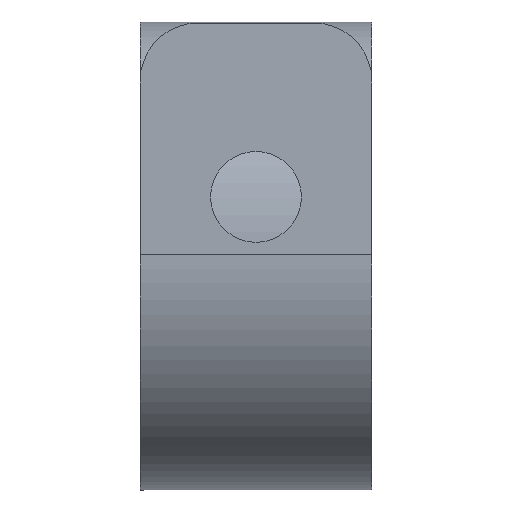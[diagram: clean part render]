
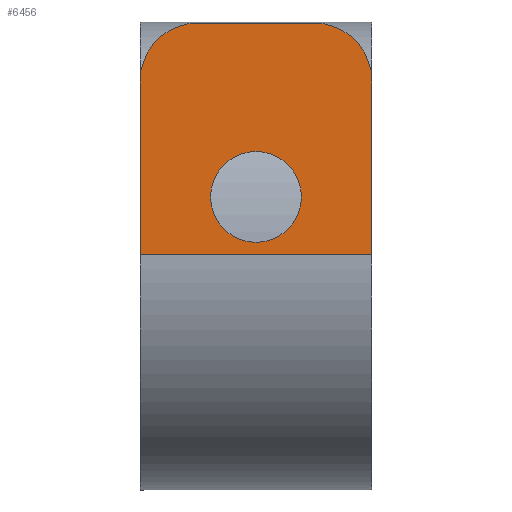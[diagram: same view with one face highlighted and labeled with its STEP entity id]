
A CAD part, left-side view. The second image highlights one B-rep face of the part: STEP entity #6456.
In plain terms, the highlighted planar face has unit normal (-1, 0, 0).
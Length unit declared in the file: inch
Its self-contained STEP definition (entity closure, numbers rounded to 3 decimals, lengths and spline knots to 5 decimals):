
#234 = EDGE_CURVE ( 'NONE', #377, #5165, #1553, .T. ) ;
#377 = VERTEX_POINT ( 'NONE', #4914 ) ;
#683 = AXIS2_PLACEMENT_3D ( 'NONE', #5793, #5827, #4839 ) ;
#712 = VERTEX_POINT ( 'NONE', #2260 ) ;
#793 = VECTOR ( 'NONE', #2148, 39.37008 ) ;
#976 = DIRECTION ( 'NONE',  ( -1., 0., 0. ) ) ;
#1463 = ORIENTED_EDGE ( 'NONE', *, *, #3551, .F. ) ;
#1482 = CIRCLE ( 'NONE', #2039, 0.125 ) ;
#1553 = LINE ( 'NONE', #6460, #793 ) ;
#1703 = CIRCLE ( 'NONE', #2621, 0.125 ) ;
#1710 = EDGE_CURVE ( 'NONE', #3652, #712, #1703, .T. ) ;
#1841 = EDGE_LOOP ( 'NONE', ( #5740, #2130, #4894, #2458, #2816, #1463 ) ) ;
#1947 = VERTEX_POINT ( 'NONE', #4215 ) ;
#1966 = LINE ( 'NONE', #5291, #5242 ) ;
#2035 = CARTESIAN_POINT ( 'NONE',  ( -0.50975, -0.75011, 0.5 ) ) ;
#2039 = AXIS2_PLACEMENT_3D ( 'NONE', #2428, #4614, #4716 ) ;
#2130 = ORIENTED_EDGE ( 'NONE', *, *, #6351, .T. ) ;
#2148 = DIRECTION ( 'NONE',  ( 0., 0., -1. ) ) ;
#2159 = AXIS2_PLACEMENT_3D ( 'NONE', #6912, #3693, #2647 ) ;
#2260 = CARTESIAN_POINT ( 'NONE',  ( -0.50975, 0.25, 0.375 ) ) ;
#2428 = CARTESIAN_POINT ( 'NONE',  ( -0.50975, -0.125, 0.375 ) ) ;
#2458 = ORIENTED_EDGE ( 'NONE', *, *, #1710, .T. ) ;
#2561 = CARTESIAN_POINT ( 'NONE',  ( -0.50975, -0.25, 0. ) ) ;
#2609 = CARTESIAN_POINT ( 'NONE',  ( -0.50975, 0., 0.027 ) ) ;
#2621 = AXIS2_PLACEMENT_3D ( 'NONE', #5762, #976, #4735 ) ;
#2647 = DIRECTION ( 'NONE',  ( 0., 0., 1. ) ) ;
#2768 = EDGE_CURVE ( 'NONE', #6402, #3652, #3129, .T. ) ;
#2816 = ORIENTED_EDGE ( 'NONE', *, *, #6270, .F. ) ;
#3065 = EDGE_LOOP ( 'NONE', ( #5131, #3469 ) ) ;
#3120 = EDGE_CURVE ( 'NONE', #1947, #4515, #3211, .T. ) ;
#3129 = LINE ( 'NONE', #2035, #6259 ) ;
#3211 = CIRCLE ( 'NONE', #683, 0.098 ) ;
#3469 = ORIENTED_EDGE ( 'NONE', *, *, #3120, .F. ) ;
#3547 = PLANE ( 'NONE',  #6366 ) ;
#3551 = EDGE_CURVE ( 'NONE', #5165, #3861, #1966, .T. ) ;
#3652 = VERTEX_POINT ( 'NONE', #4179 ) ;
#3667 = DIRECTION ( 'NONE',  ( 0., 1., 0. ) ) ;
#3685 = DIRECTION ( 'NONE',  ( 0., 0., 1. ) ) ;
#3693 = DIRECTION ( 'NONE',  ( -1., 0., 0. ) ) ;
#3861 = VERTEX_POINT ( 'NONE', #5212 ) ;
#4124 = CIRCLE ( 'NONE', #2159, 0.098 ) ;
#4126 = CARTESIAN_POINT ( 'NONE',  ( -0.50975, 0.25, 0. ) ) ;
#4179 = CARTESIAN_POINT ( 'NONE',  ( -0.50975, 0.125, 0.5 ) ) ;
#4198 = FACE_BOUND ( 'NONE', #3065, .T. ) ;
#4215 = CARTESIAN_POINT ( 'NONE',  ( -0.50975, 0., 0.223 ) ) ;
#4515 = VERTEX_POINT ( 'NONE', #2609 ) ;
#4614 = DIRECTION ( 'NONE',  ( -1., 0., 0. ) ) ;
#4642 = CARTESIAN_POINT ( 'NONE',  ( -0.50975, -0.75011, 0. ) ) ;
#4679 = DIRECTION ( 'NONE',  ( -1., 0., 0. ) ) ;
#4716 = DIRECTION ( 'NONE',  ( 0., 0., 1. ) ) ;
#4735 = DIRECTION ( 'NONE',  ( 0., 0., 1. ) ) ;
#4839 = DIRECTION ( 'NONE',  ( 0., 0., 1. ) ) ;
#4894 = ORIENTED_EDGE ( 'NONE', *, *, #2768, .T. ) ;
#4911 = EDGE_CURVE ( 'NONE', #4515, #1947, #4124, .T. ) ;
#4914 = CARTESIAN_POINT ( 'NONE',  ( -0.50975, -0.25, 0.375 ) ) ;
#5131 = ORIENTED_EDGE ( 'NONE', *, *, #4911, .F. ) ;
#5138 = LINE ( 'NONE', #4126, #5465 ) ;
#5165 = VERTEX_POINT ( 'NONE', #2561 ) ;
#5212 = CARTESIAN_POINT ( 'NONE',  ( -0.50975, 0.25, 0. ) ) ;
#5242 = VECTOR ( 'NONE', #6994, 39.37008 ) ;
#5291 = CARTESIAN_POINT ( 'NONE',  ( -0.50975, 0., 0. ) ) ;
#5465 = VECTOR ( 'NONE', #3685, 39.37008 ) ;
#5704 = DIRECTION ( 'NONE',  ( 0., 0., 1. ) ) ;
#5740 = ORIENTED_EDGE ( 'NONE', *, *, #234, .F. ) ;
#5741 = CARTESIAN_POINT ( 'NONE',  ( -0.50975, -0.125, 0.5 ) ) ;
#5762 = CARTESIAN_POINT ( 'NONE',  ( -0.50975, 0.125, 0.375 ) ) ;
#5793 = CARTESIAN_POINT ( 'NONE',  ( -0.50975, 0., 0.125 ) ) ;
#5827 = DIRECTION ( 'NONE',  ( -1., 0., 0. ) ) ;
#6259 = VECTOR ( 'NONE', #3667, 39.37008 ) ;
#6270 = EDGE_CURVE ( 'NONE', #3861, #712, #5138, .T. ) ;
#6351 = EDGE_CURVE ( 'NONE', #377, #6402, #1482, .T. ) ;
#6366 = AXIS2_PLACEMENT_3D ( 'NONE', #4642, #4679, #5704 ) ;
#6402 = VERTEX_POINT ( 'NONE', #5741 ) ;
#6456 = ADVANCED_FACE ( 'NONE', ( #4198, #6760 ), #3547, .T. ) ;
#6460 = CARTESIAN_POINT ( 'NONE',  ( -0.50975, -0.25, 0. ) ) ;
#6760 = FACE_OUTER_BOUND ( 'NONE', #1841, .T. ) ;
#6912 = CARTESIAN_POINT ( 'NONE',  ( -0.50975, 0., 0.125 ) ) ;
#6994 = DIRECTION ( 'NONE',  ( 0., 1., 0. ) ) ;
